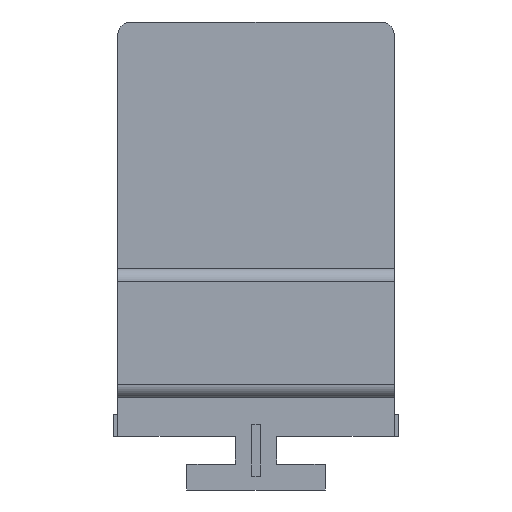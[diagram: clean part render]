
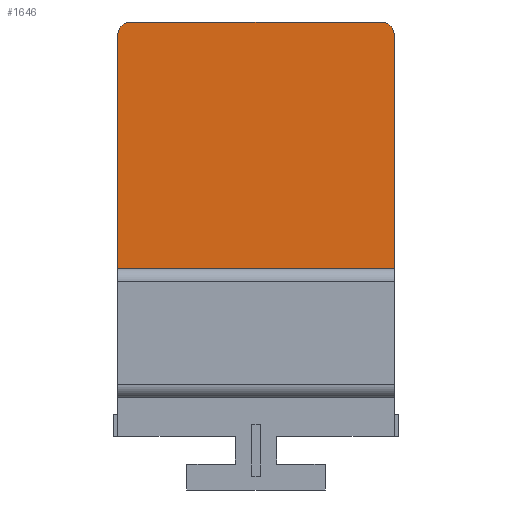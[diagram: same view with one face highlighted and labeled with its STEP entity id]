
A CAD part, front view. The second image highlights one B-rep face of the part: STEP entity #1646.
In plain terms, the highlighted planar face has unit normal (0, -1, 0).
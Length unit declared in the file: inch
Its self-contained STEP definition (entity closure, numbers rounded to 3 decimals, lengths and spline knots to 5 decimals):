
#1341=AXIS2_PLACEMENT_3D('Plane Axis2P3D',#1338,#1339,#1340) ;
#1595=AXIS2_PLACEMENT_3D('Circle Axis2P3D',#1593,#1594,$) ;
#1635=AXIS2_PLACEMENT_3D('Circle Axis2P3D',#1633,#1634,$) ;
#1338=CARTESIAN_POINT('Axis2P3D Location',(0.,0.,0.)) ;
#1578=CARTESIAN_POINT('Vertex',(-0.90625,0.,3.)) ;
#1590=CARTESIAN_POINT('Vertex',(-1.,0.,2.90625)) ;
#1593=CARTESIAN_POINT('Axis2P3D Location',(-0.90625,0.,2.90625)) ;
#1605=CARTESIAN_POINT('Line Origine',(0.,0.,3.)) ;
#1609=CARTESIAN_POINT('Vertex',(0.90625,0.,3.)) ;
#1612=CARTESIAN_POINT('Line Origine',(-1.,0.,1.875)) ;
#1616=CARTESIAN_POINT('Vertex',(-1.,0.,0.84375)) ;
#1619=CARTESIAN_POINT('Line Origine',(0.,0.,0.84375)) ;
#1623=CARTESIAN_POINT('Vertex',(1.,0.,0.84375)) ;
#1626=CARTESIAN_POINT('Line Origine',(1.,0.,1.875)) ;
#1630=CARTESIAN_POINT('Vertex',(1.,0.,2.90625)) ;
#1633=CARTESIAN_POINT('Axis2P3D Location',(0.90625,0.,2.90625)) ;
#1339=DIRECTION('Axis2P3D Direction',(0.,-1.,0.)) ;
#1340=DIRECTION('Axis2P3D XDirection',(1.,0.,0.)) ;
#1594=DIRECTION('Axis2P3D Direction',(0.,-1.,0.)) ;
#1606=DIRECTION('Vector Direction',(1.,0.,0.)) ;
#1613=DIRECTION('Vector Direction',(0.,0.,-1.)) ;
#1620=DIRECTION('Vector Direction',(1.,0.,0.)) ;
#1627=DIRECTION('Vector Direction',(0.,0.,-1.)) ;
#1634=DIRECTION('Axis2P3D Direction',(0.,-1.,0.)) ;
#1607=VECTOR('Line Direction',#1606,0.03937) ;
#1614=VECTOR('Line Direction',#1613,0.03937) ;
#1621=VECTOR('Line Direction',#1620,0.03937) ;
#1628=VECTOR('Line Direction',#1627,0.03937) ;
#1639=ORIENTED_EDGE('',*,*,#1611,.T.) ;
#1640=ORIENTED_EDGE('',*,*,#1597,.F.) ;
#1641=ORIENTED_EDGE('',*,*,#1618,.T.) ;
#1642=ORIENTED_EDGE('',*,*,#1625,.T.) ;
#1643=ORIENTED_EDGE('',*,*,#1632,.T.) ;
#1644=ORIENTED_EDGE('',*,*,#1637,.F.) ;
#1646=ADVANCED_FACE('MASTER MODEL',(#1645),#1342,.T.) ;
#1596=CIRCLE('generated circle',#1595,0.09375) ;
#1636=CIRCLE('generated circle',#1635,0.09375) ;
#1597=EDGE_CURVE('',#1591,#1579,#1596,.F.) ;
#1611=EDGE_CURVE('',#1610,#1579,#1608,.F.) ;
#1618=EDGE_CURVE('',#1591,#1617,#1615,.T.) ;
#1625=EDGE_CURVE('',#1617,#1624,#1622,.T.) ;
#1632=EDGE_CURVE('',#1624,#1631,#1629,.F.) ;
#1637=EDGE_CURVE('',#1610,#1631,#1636,.F.) ;
#1638=EDGE_LOOP('',(#1639,#1640,#1641,#1642,#1643,#1644)) ;
#1645=FACE_OUTER_BOUND('',#1638,.T.) ;
#1608=LINE('Line',#1605,#1607) ;
#1615=LINE('Line',#1612,#1614) ;
#1622=LINE('Line',#1619,#1621) ;
#1629=LINE('Line',#1626,#1628) ;
#1342=PLANE('',#1341) ;
#1579=VERTEX_POINT('',#1578) ;
#1591=VERTEX_POINT('',#1590) ;
#1610=VERTEX_POINT('',#1609) ;
#1617=VERTEX_POINT('',#1616) ;
#1624=VERTEX_POINT('',#1623) ;
#1631=VERTEX_POINT('',#1630) ;
